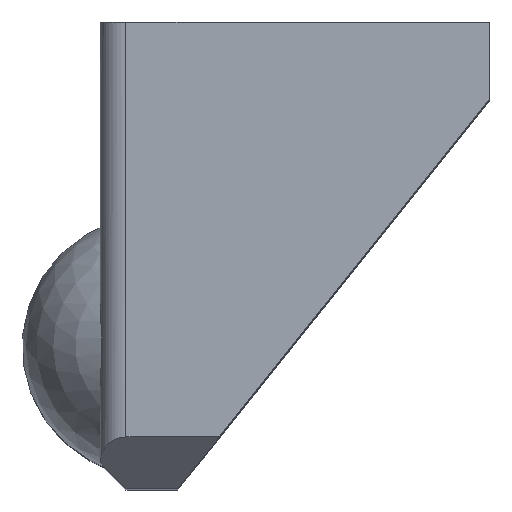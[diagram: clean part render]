
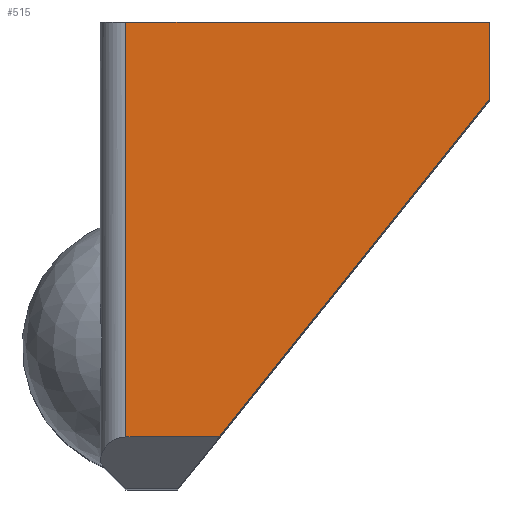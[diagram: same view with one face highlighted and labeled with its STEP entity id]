
A CAD part, top view. The second image highlights one B-rep face of the part: STEP entity #515.
In plain terms, the highlighted planar face has unit normal (0, 0, 1).
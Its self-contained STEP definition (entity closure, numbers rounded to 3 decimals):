
#228=CARTESIAN_POINT('Vertex',(15.,0.,14.)) ;
#231=CARTESIAN_POINT('Line Origine',(15.,-1.5,14.)) ;
#235=CARTESIAN_POINT('Vertex',(15.,-3.,14.)) ;
#259=CARTESIAN_POINT('Vertex',(1.,0.,14.)) ;
#264=CARTESIAN_POINT('Line Origine',(8.,0.,14.)) ;
#484=CARTESIAN_POINT('Axis2P3D Location',(0.,0.,14.)) ;
#489=CARTESIAN_POINT('Line Origine',(2.8,-16.,14.)) ;
#493=CARTESIAN_POINT('Vertex',(1.,-16.,14.)) ;
#495=CARTESIAN_POINT('Vertex',(4.6,-16.,14.)) ;
#498=CARTESIAN_POINT('Line Origine',(9.8,-9.5,14.)) ;
#503=CARTESIAN_POINT('Line Origine',(1.,-8.,14.)) ;
#233=VECTOR('Line Direction',#232,1.) ;
#266=VECTOR('Line Direction',#265,1.) ;
#491=VECTOR('Line Direction',#490,1.) ;
#500=VECTOR('Line Direction',#499,1.) ;
#505=VECTOR('Line Direction',#504,1.) ;
#232=DIRECTION('Vector Direction',(0.,1.,0.)) ;
#265=DIRECTION('Vector Direction',(-1.,0.,0.)) ;
#485=DIRECTION('Axis2P3D Direction',(0.,0.,1.)) ;
#486=DIRECTION('Axis2P3D XDirection',(1.,0.,0.)) ;
#490=DIRECTION('Vector Direction',(1.,0.,0.)) ;
#499=DIRECTION('Vector Direction',(0.625,0.781,0.)) ;
#504=DIRECTION('Vector Direction',(0.,-1.,0.)) ;
#487=AXIS2_PLACEMENT_3D('Plane Axis2P3D',#484,#485,#486) ;
#234=LINE('Line',#231,#233) ;
#267=LINE('Line',#264,#266) ;
#492=LINE('Line',#489,#491) ;
#501=LINE('Line',#498,#500) ;
#506=LINE('Line',#503,#505) ;
#488=PLANE('',#487) ;
#237=EDGE_CURVE('',#236,#229,#234,.T.) ;
#268=EDGE_CURVE('',#229,#260,#267,.T.) ;
#497=EDGE_CURVE('',#494,#496,#492,.T.) ;
#502=EDGE_CURVE('',#496,#236,#501,.T.) ;
#507=EDGE_CURVE('',#260,#494,#506,.T.) ;
#508=EDGE_LOOP('',(#509,#510,#511,#512,#513)) ;
#509=ORIENTED_EDGE('',*,*,#497,.T.) ;
#510=ORIENTED_EDGE('',*,*,#502,.T.) ;
#511=ORIENTED_EDGE('',*,*,#237,.T.) ;
#512=ORIENTED_EDGE('',*,*,#268,.T.) ;
#513=ORIENTED_EDGE('',*,*,#507,.T.) ;
#229=VERTEX_POINT('',#228) ;
#236=VERTEX_POINT('',#235) ;
#260=VERTEX_POINT('',#259) ;
#494=VERTEX_POINT('',#493) ;
#496=VERTEX_POINT('',#495) ;
#515=ADVANCED_FACE('PartBody',(#514),#488,.T.) ;
#514=FACE_OUTER_BOUND('',#508,.T.) ;
